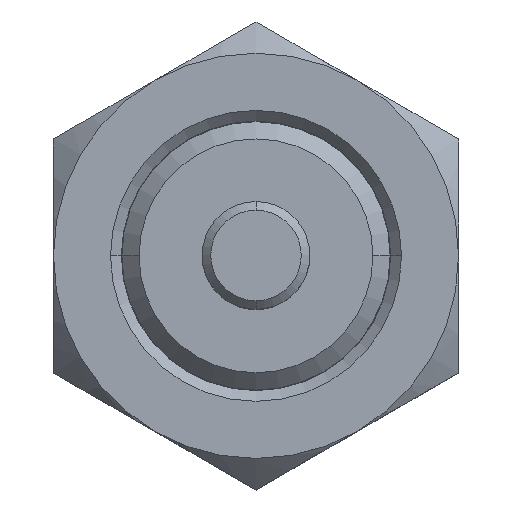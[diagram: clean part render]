
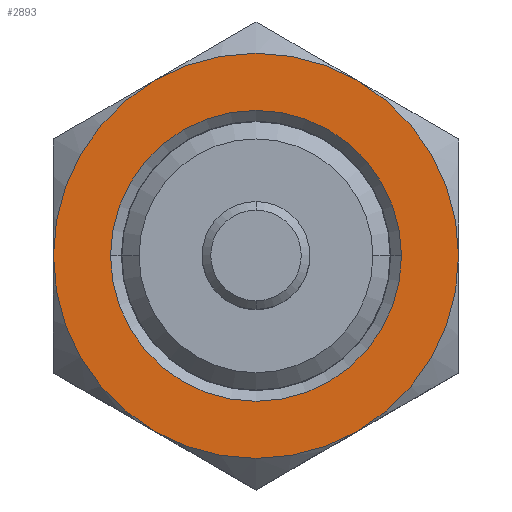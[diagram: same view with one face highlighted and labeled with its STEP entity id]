
A CAD part, top view. The second image highlights one B-rep face of the part: STEP entity #2893.
In plain terms, the highlighted planar face has unit normal (0, 0, 1).
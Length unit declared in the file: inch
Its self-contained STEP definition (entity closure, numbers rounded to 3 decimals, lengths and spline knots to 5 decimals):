
#13 = AXIS2_PLACEMENT_3D ( 'NONE', #2432, #999, #2685 ) ;
#69 = EDGE_CURVE ( 'NONE', #1864, #1769, #2087, .T. ) ;
#171 = EDGE_CURVE ( 'NONE', #1950, #2586, #2570, .T. ) ;
#275 = AXIS2_PLACEMENT_3D ( 'NONE', #2129, #684, #2358 ) ;
#336 = EDGE_CURVE ( 'NONE', #592, #2699, #1633, .T. ) ;
#409 = CARTESIAN_POINT ( 'NONE',  ( 0., 0., 0.19 ) ) ;
#428 = DIRECTION ( 'NONE',  ( 0., 0., -1. ) ) ;
#452 = PLANE ( 'NONE',  #1499 ) ;
#579 = DIRECTION ( 'NONE',  ( 0., 0., -1. ) ) ;
#590 = ORIENTED_EDGE ( 'NONE', *, *, #1955, .T. ) ;
#592 = VERTEX_POINT ( 'NONE', #781 ) ;
#611 = CIRCLE ( 'NONE', #1634, 0.47 ) ;
#650 = DIRECTION ( 'NONE',  ( -1., 0., 0. ) ) ;
#684 = DIRECTION ( 'NONE',  ( 0., 0., 1. ) ) ;
#685 = CARTESIAN_POINT ( 'NONE',  ( 0., 0.54271, 0.19 ) ) ;
#714 = FACE_OUTER_BOUND ( 'NONE', #2812, .T. ) ;
#766 = AXIS2_PLACEMENT_3D ( 'NONE', #3126, #2999, #2500 ) ;
#781 = CARTESIAN_POINT ( 'NONE',  ( -0.47, 0., 0.19 ) ) ;
#824 = ORIENTED_EDGE ( 'NONE', *, *, #1688, .F. ) ;
#858 = CARTESIAN_POINT ( 'NONE',  ( 0.3375, 0., 0.19 ) ) ;
#890 = CARTESIAN_POINT ( 'NONE',  ( -0.235, -0.40703, 0.19 ) ) ;
#969 = DIRECTION ( 'NONE',  ( 0., 0., -1. ) ) ;
#999 = DIRECTION ( 'NONE',  ( 0., 0., -1. ) ) ;
#1202 = CARTESIAN_POINT ( 'NONE',  ( 0.235, -0.40703, 0.19 ) ) ;
#1343 = CARTESIAN_POINT ( 'NONE',  ( -0.235, 0.40703, 0.19 ) ) ;
#1423 = DIRECTION ( 'NONE',  ( 0., 0., -1. ) ) ;
#1447 = CARTESIAN_POINT ( 'NONE',  ( 0., 0., 0.19 ) ) ;
#1499 = AXIS2_PLACEMENT_3D ( 'NONE', #685, #1423, #3115 ) ;
#1531 = EDGE_CURVE ( 'NONE', #2586, #592, #2261, .T. ) ;
#1538 = CARTESIAN_POINT ( 'NONE',  ( -0.3375, 0., 0.19 ) ) ;
#1633 = CIRCLE ( 'NONE', #2058, 0.47 ) ;
#1634 = AXIS2_PLACEMENT_3D ( 'NONE', #2024, #579, #2255 ) ;
#1686 = DIRECTION ( 'NONE',  ( -1., 0., 0. ) ) ;
#1688 = EDGE_CURVE ( 'NONE', #2699, #1769, #611, .T. ) ;
#1696 = CIRCLE ( 'NONE', #1819, 0.3375 ) ;
#1769 = VERTEX_POINT ( 'NONE', #2316 ) ;
#1792 = EDGE_CURVE ( 'NONE', #1864, #1950, #3142, .T. ) ;
#1819 = AXIS2_PLACEMENT_3D ( 'NONE', #1447, #3140, #1686 ) ;
#1864 = VERTEX_POINT ( 'NONE', #3092 ) ;
#1870 = CARTESIAN_POINT ( 'NONE',  ( 0., 0., 0.19 ) ) ;
#1950 = VERTEX_POINT ( 'NONE', #1202 ) ;
#1955 = EDGE_CURVE ( 'NONE', #2463, #2704, #2114, .T. ) ;
#1979 = EDGE_LOOP ( 'NONE', ( #2973, #590 ) ) ;
#1989 = ORIENTED_EDGE ( 'NONE', *, *, #171, .F. ) ;
#2024 = CARTESIAN_POINT ( 'NONE',  ( 0., 0., 0.19 ) ) ;
#2058 = AXIS2_PLACEMENT_3D ( 'NONE', #1870, #428, #2116 ) ;
#2087 = CIRCLE ( 'NONE', #275, 0.47 ) ;
#2098 = DIRECTION ( 'NONE',  ( 0., 0., -1. ) ) ;
#2114 = CIRCLE ( 'NONE', #2705, 0.3375 ) ;
#2116 = DIRECTION ( 'NONE',  ( -1., 0., 0. ) ) ;
#2129 = CARTESIAN_POINT ( 'NONE',  ( 0., 0., 0.19 ) ) ;
#2251 = ORIENTED_EDGE ( 'NONE', *, *, #336, .F. ) ;
#2255 = DIRECTION ( 'NONE',  ( -1., 0., 0. ) ) ;
#2261 = CIRCLE ( 'NONE', #13, 0.47 ) ;
#2316 = CARTESIAN_POINT ( 'NONE',  ( 0.235, 0.40703, 0.19 ) ) ;
#2358 = DIRECTION ( 'NONE',  ( 1., 0., 0. ) ) ;
#2404 = CARTESIAN_POINT ( 'NONE',  ( 0., 0., 0.19 ) ) ;
#2432 = CARTESIAN_POINT ( 'NONE',  ( 0., 0., 0.19 ) ) ;
#2463 = VERTEX_POINT ( 'NONE', #1538 ) ;
#2479 = FACE_BOUND ( 'NONE', #1979, .T. ) ;
#2500 = DIRECTION ( 'NONE',  ( -1., 0., 0. ) ) ;
#2570 = CIRCLE ( 'NONE', #766, 0.47 ) ;
#2586 = VERTEX_POINT ( 'NONE', #890 ) ;
#2652 = DIRECTION ( 'NONE',  ( -1., 0., 0. ) ) ;
#2685 = DIRECTION ( 'NONE',  ( -1., 0., 0. ) ) ;
#2699 = VERTEX_POINT ( 'NONE', #1343 ) ;
#2704 = VERTEX_POINT ( 'NONE', #858 ) ;
#2705 = AXIS2_PLACEMENT_3D ( 'NONE', #2404, #969, #2652 ) ;
#2812 = EDGE_LOOP ( 'NONE', ( #2251, #3007, #1989, #2941, #3125, #824 ) ) ;
#2893 = ADVANCED_FACE ( 'NONE', ( #2479, #714 ), #452, .F. ) ;
#2928 = AXIS2_PLACEMENT_3D ( 'NONE', #409, #2098, #650 ) ;
#2941 = ORIENTED_EDGE ( 'NONE', *, *, #1792, .F. ) ;
#2973 = ORIENTED_EDGE ( 'NONE', *, *, #2983, .T. ) ;
#2983 = EDGE_CURVE ( 'NONE', #2704, #2463, #1696, .T. ) ;
#2999 = DIRECTION ( 'NONE',  ( 0., 0., -1. ) ) ;
#3007 = ORIENTED_EDGE ( 'NONE', *, *, #1531, .F. ) ;
#3092 = CARTESIAN_POINT ( 'NONE',  ( 0.47, 0., 0.19 ) ) ;
#3115 = DIRECTION ( 'NONE',  ( -1., 0., 0. ) ) ;
#3125 = ORIENTED_EDGE ( 'NONE', *, *, #69, .T. ) ;
#3126 = CARTESIAN_POINT ( 'NONE',  ( 0., 0., 0.19 ) ) ;
#3140 = DIRECTION ( 'NONE',  ( 0., 0., -1. ) ) ;
#3142 = CIRCLE ( 'NONE', #2928, 0.47 ) ;
